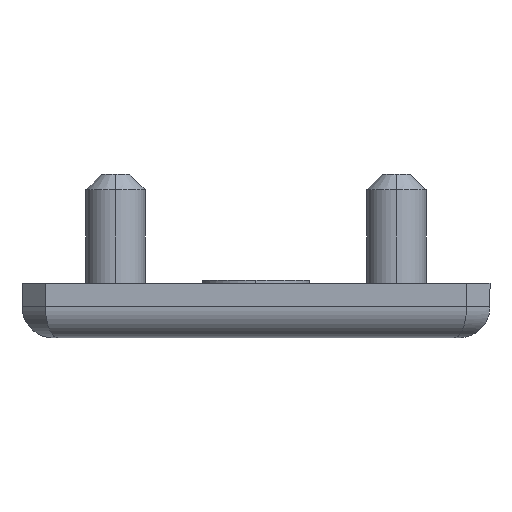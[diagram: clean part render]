
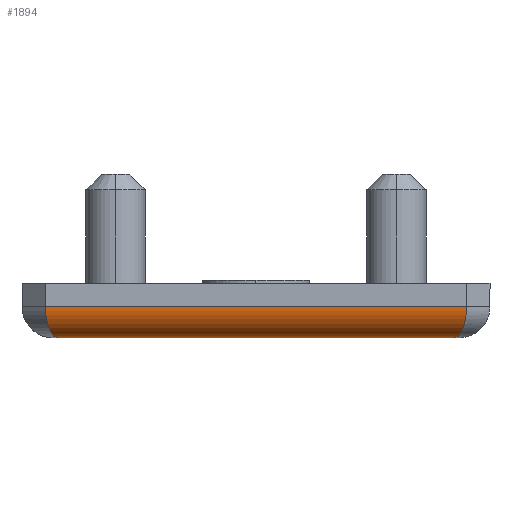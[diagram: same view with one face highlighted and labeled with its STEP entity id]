
A CAD part, left-side view. The second image highlights one B-rep face of the part: STEP entity #1894.
In plain terms, the highlighted cylindrical face has radius 2 mm (diameter 4 mm), a partial arc.
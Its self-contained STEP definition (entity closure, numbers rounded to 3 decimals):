
#142 = CARTESIAN_POINT ( 'NONE',  ( -23., 0., 0. ) ) ;
#143 = DIRECTION ( 'NONE',  ( 0., 1., 0. ) ) ;
#170 = CARTESIAN_POINT ( 'NONE',  ( -25., -13.5, 0.828 ) ) ;
#171 = CARTESIAN_POINT ( 'NONE',  ( -24.172, 13.157, 0. ) ) ;
#183 = CARTESIAN_POINT ( 'NONE',  ( -24.172, -13.157, 0. ) ) ;
#184 = CARTESIAN_POINT ( 'NONE',  ( -23., -12.672, 0. ) ) ;
#185 = CARTESIAN_POINT ( 'NONE',  ( -25., -13.5, 2. ) ) ;
#187 = CARTESIAN_POINT ( 'NONE',  ( -23., 12.672, 0. ) ) ;
#189 = CARTESIAN_POINT ( 'NONE',  ( -25., 13.5, 0.828 ) ) ;
#190 = CARTESIAN_POINT ( 'NONE',  ( -25., 13.5, 2. ) ) ;
#328 = CARTESIAN_POINT ( 'NONE',  ( -25., -13.5, 2. ) ) ;
#454 = EDGE_CURVE ( 'NONE', #820, #1716, #1943, .T. ) ;
#628 = FACE_OUTER_BOUND ( 'NONE', #1331, .T. ) ;
#634 = CYLINDRICAL_SURFACE ( 'NONE', #697, 2. ) ;
#697 = AXIS2_PLACEMENT_3D ( 'NONE', #907, #906, #898 ) ;
#820 = VERTEX_POINT ( 'NONE', #2355 ) ;
#898 = DIRECTION ( 'NONE',  ( 0., 0., -1. ) ) ;
#906 = DIRECTION ( 'NONE',  ( 0., -1., 0. ) ) ;
#907 = CARTESIAN_POINT ( 'NONE',  ( -23., -15., 2. ) ) ;
#982 = CARTESIAN_POINT ( 'NONE',  ( -23., -12.672, 0. ) ) ;
#983 = CARTESIAN_POINT ( 'NONE',  ( -23., 12.672, 0. ) ) ;
#1331 = EDGE_LOOP ( 'NONE', ( #1358, #1359, #1360, #1361 ) ) ;
#1358 = ORIENTED_EDGE ( 'NONE', *, *, #1525, .T. ) ;
#1359 = ORIENTED_EDGE ( 'NONE', *, *, #454, .F. ) ;
#1360 = ORIENTED_EDGE ( 'NONE', *, *, #1526, .F. ) ;
#1361 = ORIENTED_EDGE ( 'NONE', *, *, #1510, .F. ) ;
#1510 = EDGE_CURVE ( 'NONE', #1728, #1729, #2022, .T. ) ;
#1525 = EDGE_CURVE ( 'NONE', #1728, #1716, #1813, .T. ) ;
#1526 = EDGE_CURVE ( 'NONE', #1729, #820, #1814, .T. ) ;
#1716 = VERTEX_POINT ( 'NONE', #328 ) ;
#1728 = VERTEX_POINT ( 'NONE', #982 ) ;
#1729 = VERTEX_POINT ( 'NONE', #983 ) ;
#1813 =( BOUNDED_CURVE ( )  B_SPLINE_CURVE ( 3, ( #184, #183, #170, #185 ),
 .UNSPECIFIED., .F., .T. ) 
 B_SPLINE_CURVE_WITH_KNOTS ( ( 4, 4 ),
 ( 4.712, 6.283 ),
 .UNSPECIFIED. ) 
 CURVE ( )  GEOMETRIC_REPRESENTATION_ITEM ( )  RATIONAL_B_SPLINE_CURVE ( ( 1., 0.805, 0.805, 1. ) ) 
 REPRESENTATION_ITEM ( '' )  );
#1814 =( BOUNDED_CURVE ( )  B_SPLINE_CURVE ( 3, ( #187, #171, #189, #190 ),
 .UNSPECIFIED., .F., .T. ) 
 B_SPLINE_CURVE_WITH_KNOTS ( ( 4, 4 ),
 ( 1.571, 3.142 ),
 .UNSPECIFIED. ) 
 CURVE ( )  GEOMETRIC_REPRESENTATION_ITEM ( )  RATIONAL_B_SPLINE_CURVE ( ( 1., 0.805, 0.805, 1. ) ) 
 REPRESENTATION_ITEM ( '' )  );
#1894 = ADVANCED_FACE ( 'NONE', ( #628 ), #634, .T. ) ;
#1943 = LINE ( 'NONE', #2181, #1944 ) ;
#1944 = VECTOR ( 'NONE', #2196, 1000. ) ;
#2022 = LINE ( 'NONE', #142, #2025 ) ;
#2025 = VECTOR ( 'NONE', #143, 1000. ) ;
#2181 = CARTESIAN_POINT ( 'NONE',  ( -25., -15., 2. ) ) ;
#2196 = DIRECTION ( 'NONE',  ( 0., -1., 0. ) ) ;
#2355 = CARTESIAN_POINT ( 'NONE',  ( -25., 13.5, 2. ) ) ;
